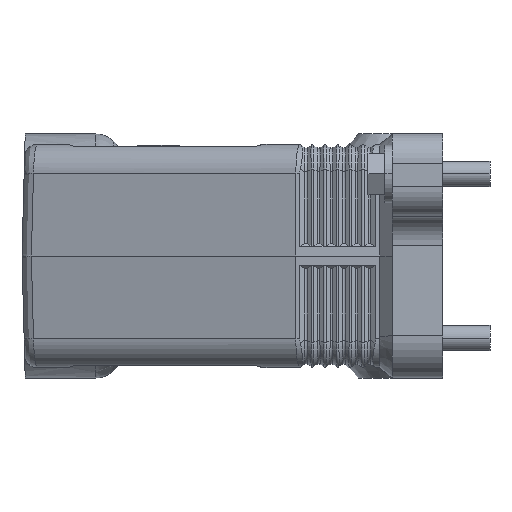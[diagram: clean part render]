
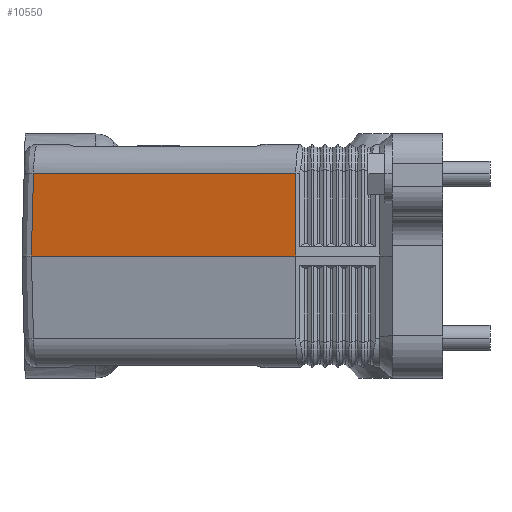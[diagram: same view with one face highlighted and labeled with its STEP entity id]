
A CAD part, left-side view. The second image highlights one B-rep face of the part: STEP entity #10550.
In plain terms, the highlighted planar face has unit normal (-0.966, 0.259, 0.026).
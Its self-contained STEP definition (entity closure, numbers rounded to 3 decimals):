
#10160=CARTESIAN_POINT('',(95.139,106.118,
-0.009));
#10170=DIRECTION('',(-0.966,0.259,
0.026));
#10180=DIRECTION('',(0.259,0.966,
0.));
#10190=AXIS2_PLACEMENT_3D('',#10160,#10170,#10180);
#10200=PLANE('',#10190);
#10210=CARTESIAN_POINT('',(75.066,31.205,0.));
#10220=DIRECTION('',(-0.026,0.003,
-1.));
#10230=VECTOR('',#10220,1.);
#10240=LINE('',#10210,#10230);
#10250=CARTESIAN_POINT('',(74.9,31.226,
-6.317));
#10260=VERTEX_POINT('',#10250);
#10270=CARTESIAN_POINT('',(74.385,31.294,-26.));
#10280=VERTEX_POINT('',#10270);
#10290=EDGE_CURVE('',#10260,#10280,#10240,.T.);
#10300=ORIENTED_EDGE('',*,*,#10290,.F.);
#10310=CARTESIAN_POINT('',(66.,0.,-26.));
#10320=DIRECTION('',(-0.259,-0.966,0.));
#10330=VECTOR('',#10320,1.);
#10340=LINE('',#10310,#10330);
#10350=CARTESIAN_POINT('',(91.206,94.071,
-26.));
#10360=VERTEX_POINT('',#10350);
#10370=EDGE_CURVE('',#10360,#10280,#10340,.T.);
#10380=ORIENTED_EDGE('',*,*,#10370,.T.);
#10390=CARTESIAN_POINT('',(91.602,93.556,
-6.317));
#10400=DIRECTION('',(-0.02,0.026,
-0.999));
#10410=VECTOR('',#10400,1.);
#10420=LINE('',#10390,#10410);
#10430=CARTESIAN_POINT('',(91.602,93.556,
-6.317));
#10440=VERTEX_POINT('',#10430);
#10450=EDGE_CURVE('',#10440,#10360,#10420,.T.);
#10460=ORIENTED_EDGE('',*,*,#10450,.T.);
#10470=CARTESIAN_POINT('',(67.019,1.811,
-6.317));
#10480=DIRECTION('',(0.259,0.966,0.));
#10490=VECTOR('',#10480,1.);
#10500=LINE('',#10470,#10490);
#10510=EDGE_CURVE('',#10260,#10440,#10500,.T.);
#10520=ORIENTED_EDGE('',*,*,#10510,.T.);
#10530=EDGE_LOOP('',(#10520,#10460,#10380,#10300));
#10540=FACE_OUTER_BOUND('',#10530,.T.);
#10550=ADVANCED_FACE('',(#10540),#10200,.T.);
